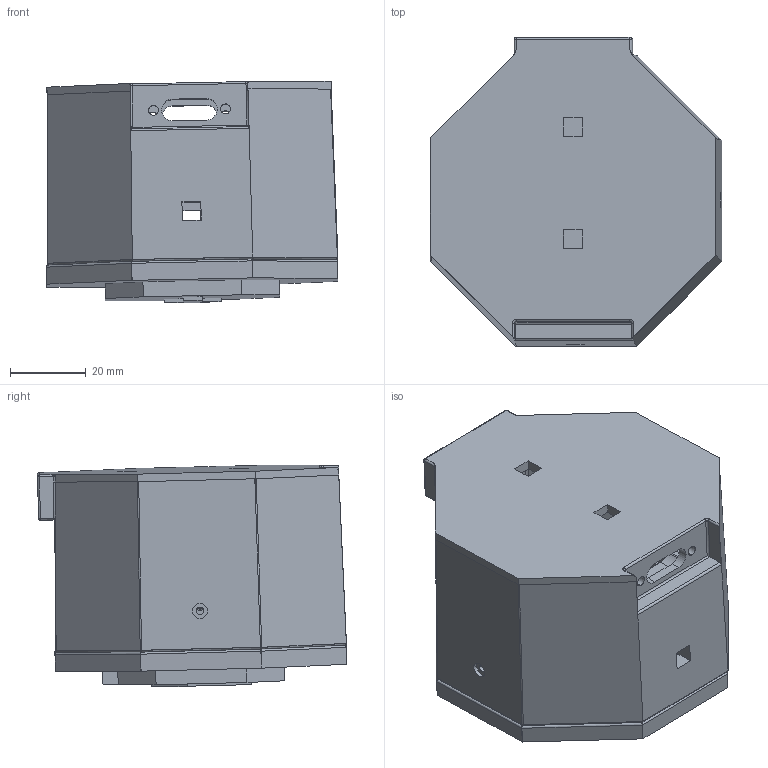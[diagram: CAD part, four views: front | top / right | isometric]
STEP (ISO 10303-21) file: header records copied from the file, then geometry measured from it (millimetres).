
FILE_DESCRIPTION (( 'STEP AP214' ), '1' );
FILE_NAME ('blocprog_et_couvercle.STEP', '2017-06-24T21:34:02', ( 'babas' ), ( 'WORLDCOMPANY' ), 'SwSTEP 2.0', 'SolidWorks 2015', '' );
FILE_SCHEMA (( 'AUTOMOTIVE_DESIGN' ));
Length unit declared in the file: millimetre
Products named in the file (4): blocprog_et_couvercle; block; fonction tout droit; couvercle
Assembly tree (3 placements, depth 2):
  blocprog_et_couvercle
    block
    couvercle
    fonction tout droit
Bounding box: 77.05 x 81.59 x 58.55 mm (x, y, z)
Volume: 101423.9 mm3; surface area: 52809.8 mm2
Topology: 3 solids, 3 shells, 563 faces, 1414 edges, 852 vertices
Faces by surface type: cylinder 230, plane 205, bspline 55, torus 47, sphere 26
Entity records: 17409 total; most frequent: CARTESIAN_POINT 4342, ORIENTED_EDGE 2780, DIRECTION 2649, EDGE_CURVE 1390, AXIS2_PLACEMENT_3D 937, VERTEX_POINT 849, LINE 775, VECTOR 775
